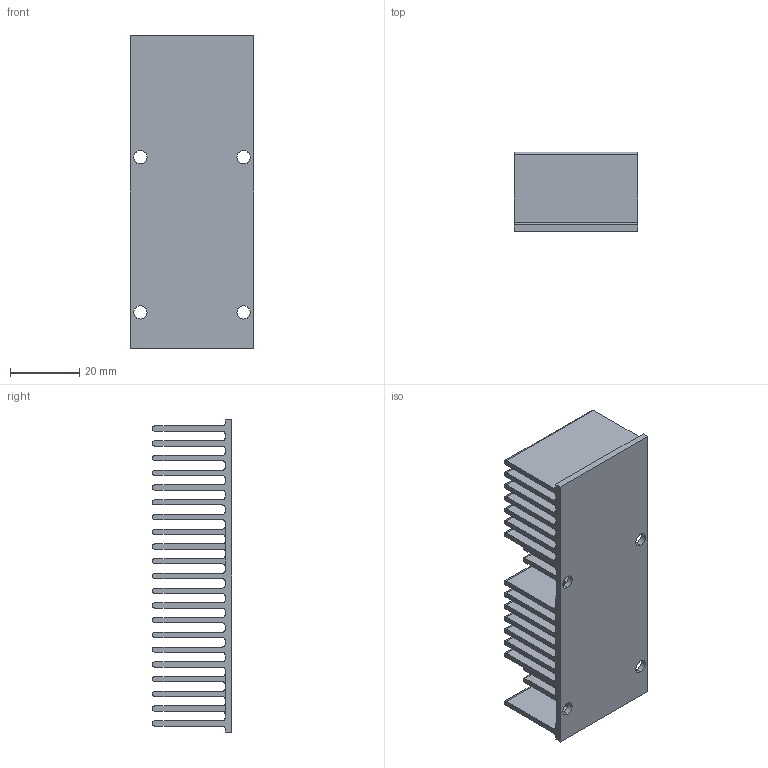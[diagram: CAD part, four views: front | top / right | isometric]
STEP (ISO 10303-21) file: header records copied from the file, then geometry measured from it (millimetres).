
FILE_DESCRIPTION (( 'STEP AP203' ), '1' );
FILE_NAME ('43808-10.STEP', '2016-05-04T14:38:43', ( 'Vicor User' ), ( 'Microsoft' ), 'SwSTEP 2.0', 'SolidWorks 2015', '' );
FILE_SCHEMA (( 'CONFIG_CONTROL_DESIGN' ));
Length unit declared in the file: millimetre
Products named in the file (2): Copy of 42596^43756; 43808-10
Assembly tree (1 placements, depth 2):
  43808-10
    Copy of 42596^43756
Bounding box: 35.56 x 22.86 x 89.88 mm (x, y, z)
Volume: 26856.4 mm3; surface area: 34793 mm2
Topology: 1 solids, 1 shells, 164 faces, 470 edges, 312 vertices
Faces by surface type: plane 89, cylinder 75
Entity records: 5610 total; most frequent: DIRECTION 958, CARTESIAN_POINT 956, ORIENTED_EDGE 940, EDGE_CURVE 470, AXIS2_PLACEMENT_3D 322, LINE 314, VECTOR 314, VERTEX_POINT 312
